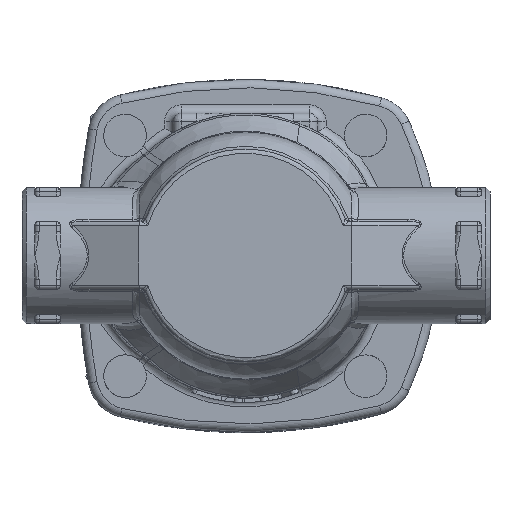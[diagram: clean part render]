
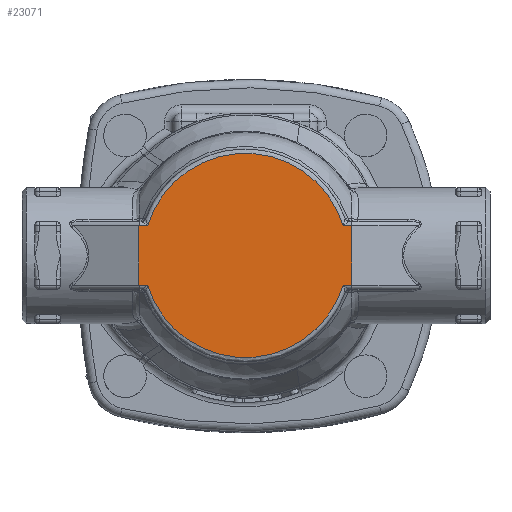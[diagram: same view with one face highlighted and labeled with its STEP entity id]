
A CAD part, top view. The second image highlights one B-rep face of the part: STEP entity #23071.
In plain terms, the highlighted planar face has unit normal (0, 0, 1).
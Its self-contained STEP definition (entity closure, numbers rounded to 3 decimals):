
#20513=CARTESIAN_POINT('',(22.956,-7.,65.0));
#20514=VERTEX_POINT('',#20513);
#21268=CARTESIAN_POINT('',(22.956,7.,65.0));
#21269=VERTEX_POINT('',#21268);
#21311=CARTESIAN_POINT('',(-22.956,7.,65.0));
#21312=VERTEX_POINT('',#21311);
#21324=CARTESIAN_POINT('',(0.,0.0,65.0));
#21325=DIRECTION('',(0.0,0.0,-1.0));
#21326=DIRECTION('',(0.0,1.0,0.0));
#21327=AXIS2_PLACEMENT_3D('',#21324,#21325,#21326);
#21328=CIRCLE('',#21327,24.0);
#21329=EDGE_CURVE('',#21312,#21269,#21328,.T.);
#21942=CARTESIAN_POINT('',(-22.956,-7.,65.0));
#21943=VERTEX_POINT('',#21942);
#21944=CARTESIAN_POINT('',(0.,0.0,65.0));
#21945=DIRECTION('',(0.0,0.0,-1.0));
#21946=DIRECTION('',(0.0,-1.0,0.0));
#21947=AXIS2_PLACEMENT_3D('',#21944,#21945,#21946);
#21948=CIRCLE('',#21947,24.0);
#21949=EDGE_CURVE('',#20514,#21943,#21948,.T.);
#22694=CARTESIAN_POINT('',(-25.0,-7.,65.0));
#22695=VERTEX_POINT('',#22694);
#22738=CARTESIAN_POINT('',(-22.956,-7.,65.0));
#22739=DIRECTION('',(-1.0,0.0,0.0));
#22740=VECTOR('',#22739,2.044);
#22741=LINE('',#22738,#22740);
#22742=EDGE_CURVE('',#21943,#22695,#22741,.T.);
#22992=CARTESIAN_POINT('',(-25.0,7.,65.0));
#22993=VERTEX_POINT('',#22992);
#23001=CARTESIAN_POINT('',(-25.0,7.,65.0));
#23002=DIRECTION('',(1.0,0.0,0.0));
#23003=VECTOR('',#23002,2.044);
#23004=LINE('',#23001,#23003);
#23005=EDGE_CURVE('',#22993,#21312,#23004,.T.);
#23032=CARTESIAN_POINT('',(-12.5,0.0,65.0));
#23033=DIRECTION('',(0.0,0.0,1.0));
#23034=DIRECTION('',(1.0,0.0,0.0));
#23035=AXIS2_PLACEMENT_3D('',#23032,#23033,#23034);
#23036=PLANE('',#23035);
#23037=ORIENTED_EDGE('',*,*,#21329,.F.);
#23038=ORIENTED_EDGE('',*,*,#23005,.F.);
#23039=CARTESIAN_POINT('',(-25.0,7.,65.0));
#23040=DIRECTION('',(0.0,-1.0,0.0));
#23041=VECTOR('',#23040,14.);
#23042=LINE('',#23039,#23041);
#23043=EDGE_CURVE('',#22993,#22695,#23042,.T.);
#23044=ORIENTED_EDGE('',*,*,#23043,.T.);
#23045=ORIENTED_EDGE('',*,*,#22742,.F.);
#23046=ORIENTED_EDGE('',*,*,#21949,.F.);
#23047=CARTESIAN_POINT('',(25.0,-7.,65.0));
#23048=VERTEX_POINT('',#23047);
#23049=CARTESIAN_POINT('',(25.0,-7.,65.0));
#23050=DIRECTION('',(-1.0,0.0,0.0));
#23051=VECTOR('',#23050,2.044);
#23052=LINE('',#23049,#23051);
#23053=EDGE_CURVE('',#23048,#20514,#23052,.T.);
#23054=ORIENTED_EDGE('',*,*,#23053,.F.);
#23055=CARTESIAN_POINT('',(25.0,7.,65.0));
#23056=VERTEX_POINT('',#23055);
#23057=CARTESIAN_POINT('',(25.0,7.,65.0));
#23058=DIRECTION('',(0.0,-1.0,0.0));
#23059=VECTOR('',#23058,14.);
#23060=LINE('',#23057,#23059);
#23061=EDGE_CURVE('',#23056,#23048,#23060,.T.);
#23062=ORIENTED_EDGE('',*,*,#23061,.F.);
#23063=CARTESIAN_POINT('',(22.956,7.,65.0));
#23064=DIRECTION('',(1.0,0.0,0.0));
#23065=VECTOR('',#23064,2.044);
#23066=LINE('',#23063,#23065);
#23067=EDGE_CURVE('',#21269,#23056,#23066,.T.);
#23068=ORIENTED_EDGE('',*,*,#23067,.F.);
#23069=EDGE_LOOP('',(#23037,#23038,#23044,#23045,#23046,#23054,#23062,#23068));
#23070=FACE_OUTER_BOUND('',#23069,.T.);
#23071=ADVANCED_FACE('',(#23070),#23036,.T.);
